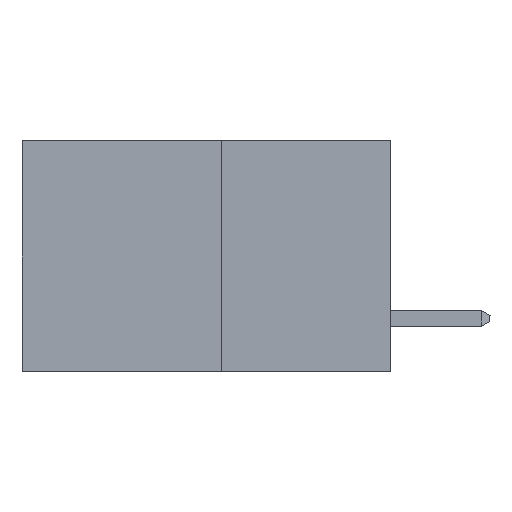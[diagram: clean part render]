
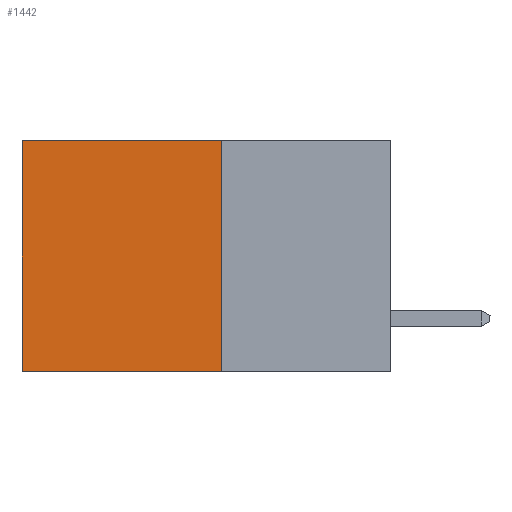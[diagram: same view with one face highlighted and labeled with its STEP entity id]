
A CAD part, left-side view. The second image highlights one B-rep face of the part: STEP entity #1442.
In plain terms, the highlighted planar face has unit normal (-1, 0, 0).
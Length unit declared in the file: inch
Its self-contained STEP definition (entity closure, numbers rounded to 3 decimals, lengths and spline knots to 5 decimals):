
#503 = CARTESIAN_POINT ( 'NONE',  ( 0.277, 0.27, -0.37 ) ) ;
#930 = CARTESIAN_POINT ( 'NONE',  ( 0.277, 0.59, 0. ) ) ;
#1442 = ADVANCED_FACE ( 'NONE', ( #19144 ), #11989, .F. ) ;
#2407 = VECTOR ( 'NONE', #3805, 39.37008 ) ;
#2463 = LINE ( 'NONE', #5103, #7433 ) ;
#3805 = DIRECTION ( 'NONE',  ( 0., 1., 0. ) ) ;
#5103 = CARTESIAN_POINT ( 'NONE',  ( 0.277, 0.27, -0.37 ) ) ;
#5811 = DIRECTION ( 'NONE',  ( 0., 0., -1. ) ) ;
#6538 = AXIS2_PLACEMENT_3D ( 'NONE', #13075, #13082, #13927 ) ;
#7379 = LINE ( 'NONE', #16965, #2407 ) ;
#7433 = VECTOR ( 'NONE', #20054, 39.37008 ) ;
#7494 = CARTESIAN_POINT ( 'NONE',  ( 0.277, 0.59, -0.37 ) ) ;
#8434 = CARTESIAN_POINT ( 'NONE',  ( 0.277, 0.27, -0.37 ) ) ;
#10004 = EDGE_CURVE ( 'NONE', #16930, #15205, #7379, .T. ) ;
#10763 = EDGE_CURVE ( 'NONE', #15205, #16174, #21030, .T. ) ;
#11032 = VECTOR ( 'NONE', #11749, 39.37008 ) ;
#11749 = DIRECTION ( 'NONE',  ( 0., 1., 0. ) ) ;
#11946 = VERTEX_POINT ( 'NONE', #503 ) ;
#11989 = PLANE ( 'NONE',  #6538 ) ;
#12088 = ORIENTED_EDGE ( 'NONE', *, *, #10004, .T. ) ;
#12575 = EDGE_LOOP ( 'NONE', ( #19437, #17377, #17830, #12088 ) ) ;
#13075 = CARTESIAN_POINT ( 'NONE',  ( 0.277, 0.27, -0.37 ) ) ;
#13082 = DIRECTION ( 'NONE',  ( 1., 0., 0. ) ) ;
#13927 = DIRECTION ( 'NONE',  ( 0., 0., -1. ) ) ;
#15205 = VERTEX_POINT ( 'NONE', #930 ) ;
#15438 = LINE ( 'NONE', #8434, #11032 ) ;
#15523 = EDGE_CURVE ( 'NONE', #16930, #11946, #2463, .T. ) ;
#16174 = VERTEX_POINT ( 'NONE', #16698 ) ;
#16650 = VECTOR ( 'NONE', #5811, 39.37008 ) ;
#16698 = CARTESIAN_POINT ( 'NONE',  ( 0.277, 0.59, -0.37 ) ) ;
#16930 = VERTEX_POINT ( 'NONE', #20217 ) ;
#16965 = CARTESIAN_POINT ( 'NONE',  ( 0.277, 0.27, 0. ) ) ;
#17377 = ORIENTED_EDGE ( 'NONE', *, *, #17764, .F. ) ;
#17764 = EDGE_CURVE ( 'NONE', #11946, #16174, #15438, .T. ) ;
#17830 = ORIENTED_EDGE ( 'NONE', *, *, #15523, .F. ) ;
#19144 = FACE_OUTER_BOUND ( 'NONE', #12575, .T. ) ;
#19437 = ORIENTED_EDGE ( 'NONE', *, *, #10763, .T. ) ;
#20054 = DIRECTION ( 'NONE',  ( 0., 0., -1. ) ) ;
#20217 = CARTESIAN_POINT ( 'NONE',  ( 0.277, 0.27, 0. ) ) ;
#21030 = LINE ( 'NONE', #7494, #16650 ) ;
